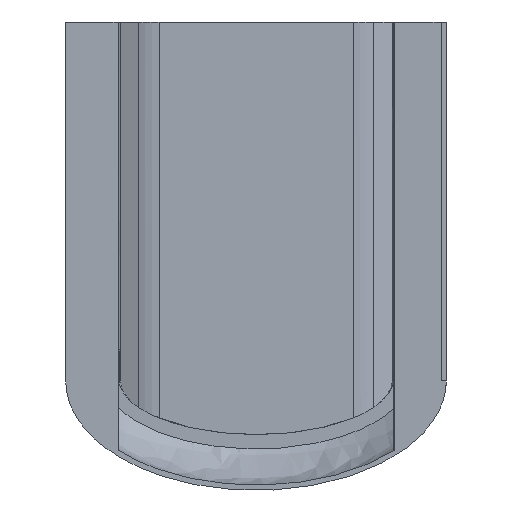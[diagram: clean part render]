
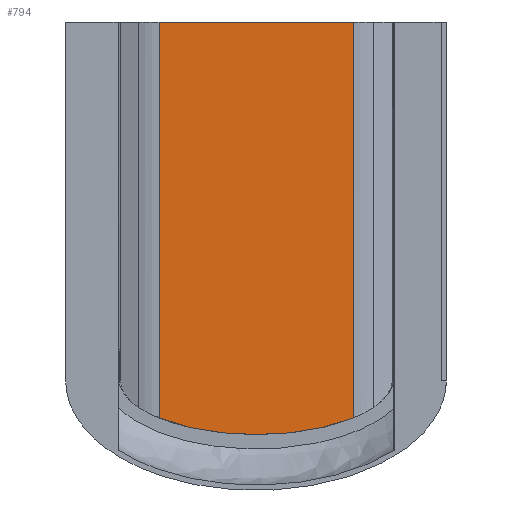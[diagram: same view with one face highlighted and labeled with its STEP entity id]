
A CAD part, top view. The second image highlights one B-rep face of the part: STEP entity #794.
In plain terms, the highlighted planar face has unit normal (0, 0, 1).
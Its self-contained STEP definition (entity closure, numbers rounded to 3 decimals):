
#44=PLANE('',#882);
#107=LINE('',#1537,#156);
#109=LINE('',#1548,#158);
#111=LINE('',#1575,#160);
#156=VECTOR('',#1049,10.);
#158=VECTOR('',#1053,10.);
#160=VECTOR('',#1059,10.);
#217=FACE_OUTER_BOUND('',#265,.T.);
#265=EDGE_LOOP('',(#696,#697,#698,#699,#700));
#318=B_SPLINE_CURVE_WITH_KNOTS('',3,(#1563,#1564,#1565,#1566,#1567,#1568),
 .UNSPECIFIED.,.F.,.F.,(4,2,4),(0.054,1.284,2.761),
 .UNSPECIFIED.);
#319=B_SPLINE_CURVE_WITH_KNOTS('',3,(#1569,#1570,#1571,#1572,#1573,#1574),
 .UNSPECIFIED.,.F.,.F.,(4,2,4),(0.,1.493,2.736),
 .UNSPECIFIED.);
#379=VERTEX_POINT('',#1515);
#389=VERTEX_POINT('',#1535);
#390=VERTEX_POINT('',#1539);
#393=VERTEX_POINT('',#1561);
#394=VERTEX_POINT('',#1562);
#492=EDGE_CURVE('',#389,#379,#107,.T.);
#495=EDGE_CURVE('',#379,#390,#109,.T.);
#498=EDGE_CURVE('',#393,#394,#318,.T.);
#499=EDGE_CURVE('',#394,#390,#319,.T.);
#500=EDGE_CURVE('',#389,#393,#111,.T.);
#696=ORIENTED_EDGE('',*,*,#498,.T.);
#697=ORIENTED_EDGE('',*,*,#499,.T.);
#698=ORIENTED_EDGE('',*,*,#495,.F.);
#699=ORIENTED_EDGE('',*,*,#492,.F.);
#700=ORIENTED_EDGE('',*,*,#500,.T.);
#794=ADVANCED_FACE('',(#217),#44,.T.);
#882=AXIS2_PLACEMENT_3D('',#1560,#1057,#1058);
#1049=DIRECTION('',(1.,0.,0.));
#1053=DIRECTION('',(0.,-1.,0.));
#1057=DIRECTION('center_axis',(0.,0.,1.));
#1058=DIRECTION('ref_axis',(1.,0.,0.));
#1059=DIRECTION('',(0.,-1.,0.));
#1515=CARTESIAN_POINT('',(27.057,100.,0.));
#1535=CARTESIAN_POINT('',(-27.057,100.,0.));
#1537=CARTESIAN_POINT('',(0.,100.,0.));
#1539=CARTESIAN_POINT('',(27.057,-10.279,0.));
#1548=CARTESIAN_POINT('',(27.057,0.,0.));
#1560=CARTESIAN_POINT('Origin',(-30.,0.,0.));
#1561=CARTESIAN_POINT('',(-27.057,-10.279,0.));
#1562=CARTESIAN_POINT('',(0.,-14.913,0.));
#1563=CARTESIAN_POINT('Ctrl Pts',(-27.057,-10.279,0.));
#1564=CARTESIAN_POINT('Ctrl Pts',(-23.25,-11.85,0.));
#1565=CARTESIAN_POINT('Ctrl Pts',(-19.033,-12.937,0.));
#1566=CARTESIAN_POINT('Ctrl Pts',(-10.075,-14.511,0.));
#1567=CARTESIAN_POINT('Ctrl Pts',(-4.976,-14.913,0.));
#1568=CARTESIAN_POINT('Ctrl Pts',(0.,-14.913,
0.));
#1569=CARTESIAN_POINT('Ctrl Pts',(0.,-14.913,
0.));
#1570=CARTESIAN_POINT('Ctrl Pts',(4.975,-14.913,0.));
#1571=CARTESIAN_POINT('Ctrl Pts',(10.073,-14.512,0.));
#1572=CARTESIAN_POINT('Ctrl Pts',(19.031,-12.937,0.));
#1573=CARTESIAN_POINT('Ctrl Pts',(23.249,-11.851,0.));
#1574=CARTESIAN_POINT('Ctrl Pts',(27.057,-10.279,0.));
#1575=CARTESIAN_POINT('',(-27.057,0.,0.));
